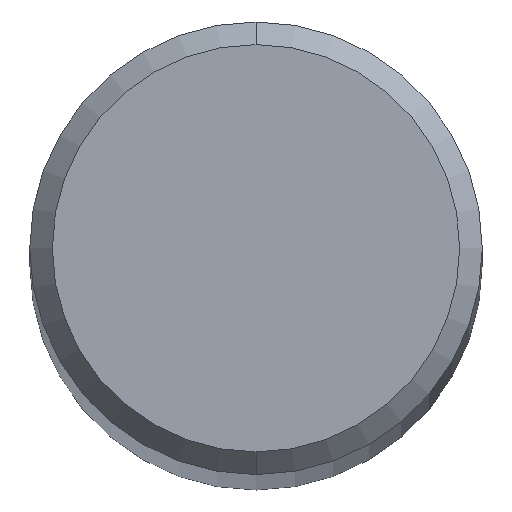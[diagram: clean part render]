
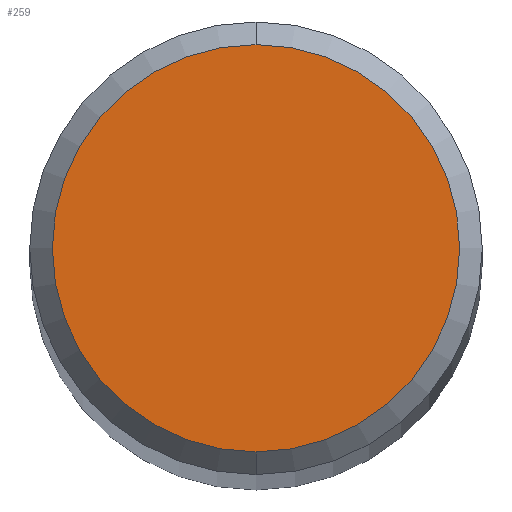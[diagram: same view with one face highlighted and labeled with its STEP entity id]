
A CAD part, top view. The second image highlights one B-rep face of the part: STEP entity #259.
In plain terms, the highlighted planar face has unit normal (0, 0, 1).
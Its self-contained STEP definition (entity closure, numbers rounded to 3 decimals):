
#259=ADVANCED_FACE('',(#526),#527,.T.);
#281=VERTEX_POINT('',#552);
#327=EDGE_CURVE('',#281,#379,#601,.T.);
#337=EDGE_CURVE('',#379,#281,#614,.T.);
#379=VERTEX_POINT('',#662);
#526=FACE_OUTER_BOUND('',#921,.T.);
#527=PLANE('',#922);
#552=CARTESIAN_POINT('',(0.0,4.5,0.0));
#601=CIRCLE('',#1134,4.5);
#614=CIRCLE('',#1148,4.5);
#662=CARTESIAN_POINT('',(0.,-4.5,0.0));
#921=EDGE_LOOP('',(#1394,#1395));
#922=AXIS2_PLACEMENT_3D('',#1396,#1397,#1398);
#1134=AXIS2_PLACEMENT_3D('',#1472,#1473,#1474);
#1148=AXIS2_PLACEMENT_3D('',#1497,#1498,#1499);
#1394=ORIENTED_EDGE('',*,*,#327,.F.);
#1395=ORIENTED_EDGE('',*,*,#337,.F.);
#1396=CARTESIAN_POINT('',(0.0,2.25,0.0));
#1397=DIRECTION('',(-0.0,0.0,1.0));
#1398=DIRECTION('',(0.0,-1.0,0.0));
#1472=CARTESIAN_POINT('',(0.0,0.0,0.0));
#1473=DIRECTION('',(0.0,0.0,-1.0));
#1474=DIRECTION('',(0.0,1.0,0.0));
#1497=CARTESIAN_POINT('',(0.0,0.0,0.0));
#1498=DIRECTION('',(0.0,0.0,-1.0));
#1499=DIRECTION('',(0.0,1.0,0.0));
